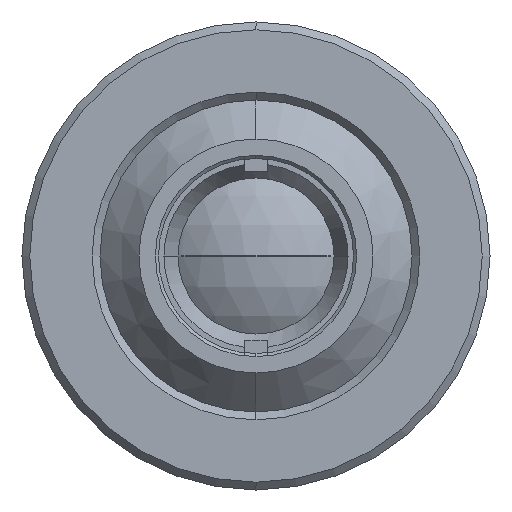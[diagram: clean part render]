
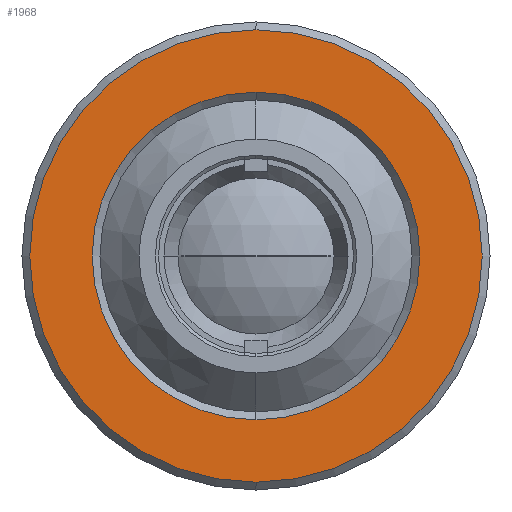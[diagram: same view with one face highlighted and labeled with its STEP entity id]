
A CAD part, left-side view. The second image highlights one B-rep face of the part: STEP entity #1968.
In plain terms, the highlighted planar face has unit normal (-1, 0, 0).
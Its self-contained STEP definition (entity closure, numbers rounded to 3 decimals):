
#15 = CIRCLE ( 'NONE', #1158, 10.5 ) ;
#40 = DIRECTION ( 'NONE',  ( 1., 0., 0. ) ) ;
#60 = DIRECTION ( 'NONE',  ( 0., 0., -1. ) ) ;
#85 = ORIENTED_EDGE ( 'NONE', *, *, #1098, .T. ) ;
#139 = DIRECTION ( 'NONE',  ( 0., 0., -1. ) ) ;
#142 = AXIS2_PLACEMENT_3D ( 'NONE', #1520, #1319, #1662 ) ;
#285 = CARTESIAN_POINT ( 'NONE',  ( 52.434, 0., -10.5 ) ) ;
#302 = FACE_OUTER_BOUND ( 'NONE', #1717, .T. ) ;
#365 = CARTESIAN_POINT ( 'NONE',  ( 52.434, 0., 10.5 ) ) ;
#598 = VERTEX_POINT ( 'NONE', #365 ) ;
#695 = CIRCLE ( 'NONE', #1824, 14.5 ) ;
#785 = EDGE_LOOP ( 'NONE', ( #1313, #1623 ) ) ;
#881 = EDGE_CURVE ( 'NONE', #1298, #1913, #1929, .T. ) ;
#896 = PLANE ( 'NONE',  #142 ) ;
#906 = DIRECTION ( 'NONE',  ( -1., 0., 0. ) ) ;
#1013 = CARTESIAN_POINT ( 'NONE',  ( 52.434, 0., 14.5 ) ) ;
#1098 = EDGE_CURVE ( 'NONE', #1913, #1298, #695, .T. ) ;
#1122 = CIRCLE ( 'NONE', #1701, 10.5 ) ;
#1158 = AXIS2_PLACEMENT_3D ( 'NONE', #1431, #1460, #60 ) ;
#1175 = DIRECTION ( 'NONE',  ( -1., 0., 0. ) ) ;
#1180 = ORIENTED_EDGE ( 'NONE', *, *, #881, .T. ) ;
#1282 = DIRECTION ( 'NONE',  ( 0., 0., -1. ) ) ;
#1298 = VERTEX_POINT ( 'NONE', #1692 ) ;
#1313 = ORIENTED_EDGE ( 'NONE', *, *, #1954, .T. ) ;
#1317 = DIRECTION ( 'NONE',  ( 0., 0., -1. ) ) ;
#1319 = DIRECTION ( 'NONE',  ( 1., 0., 0. ) ) ;
#1334 = CARTESIAN_POINT ( 'NONE',  ( 52.434, 0., 0. ) ) ;
#1365 = FACE_BOUND ( 'NONE', #785, .T. ) ;
#1431 = CARTESIAN_POINT ( 'NONE',  ( 52.434, 0., 0. ) ) ;
#1460 = DIRECTION ( 'NONE',  ( 1., 0., 0. ) ) ;
#1520 = CARTESIAN_POINT ( 'NONE',  ( 52.434, 11., 0. ) ) ;
#1570 = AXIS2_PLACEMENT_3D ( 'NONE', #1854, #906, #139 ) ;
#1599 = CARTESIAN_POINT ( 'NONE',  ( 52.434, 0., 0. ) ) ;
#1623 = ORIENTED_EDGE ( 'NONE', *, *, #1859, .T. ) ;
#1646 = VERTEX_POINT ( 'NONE', #285 ) ;
#1662 = DIRECTION ( 'NONE',  ( 0., 0., -1. ) ) ;
#1692 = CARTESIAN_POINT ( 'NONE',  ( 52.434, 0., -14.5 ) ) ;
#1701 = AXIS2_PLACEMENT_3D ( 'NONE', #1599, #40, #1282 ) ;
#1717 = EDGE_LOOP ( 'NONE', ( #1180, #85 ) ) ;
#1824 = AXIS2_PLACEMENT_3D ( 'NONE', #1334, #1175, #1317 ) ;
#1854 = CARTESIAN_POINT ( 'NONE',  ( 52.434, 0., 0. ) ) ;
#1859 = EDGE_CURVE ( 'NONE', #1646, #598, #15, .T. ) ;
#1913 = VERTEX_POINT ( 'NONE', #1013 ) ;
#1929 = CIRCLE ( 'NONE', #1570, 14.5 ) ;
#1954 = EDGE_CURVE ( 'NONE', #598, #1646, #1122, .T. ) ;
#1968 = ADVANCED_FACE ( 'NONE', ( #1365, #302 ), #896, .F. ) ;
